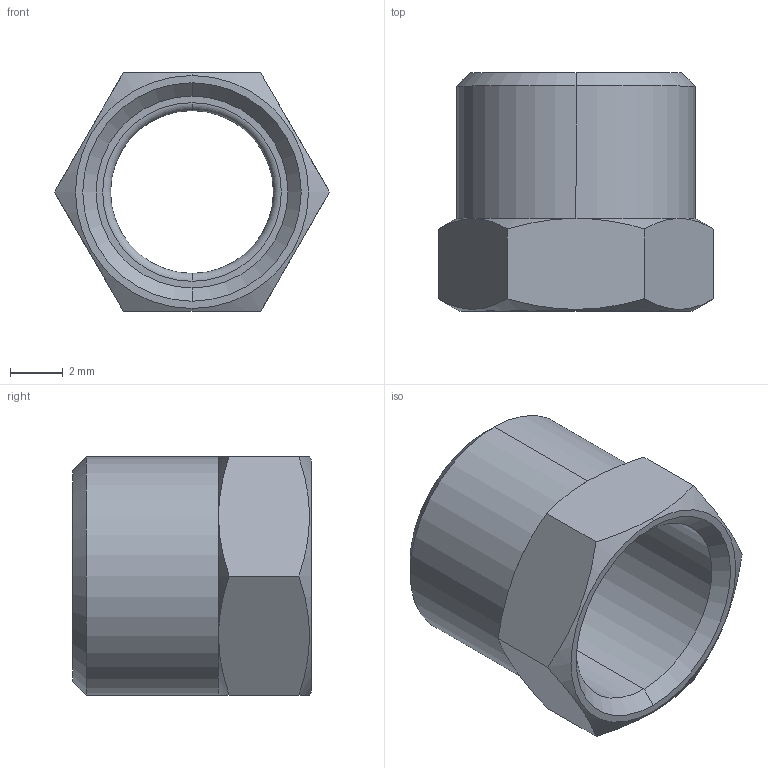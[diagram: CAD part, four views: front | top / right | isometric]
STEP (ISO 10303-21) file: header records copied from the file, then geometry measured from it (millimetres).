
FILE_DESCRIPTION (( 'STEP AP203' ), '1' );
FILE_NAME ('02170930.STEP', '2011-09-30T13:34:47', ( '' ), ( 'sopra-pneumatic' ), 'SwSTEP 2.0', 'SolidWorks 2011', '' );
FILE_SCHEMA (( 'CONFIG_CONTROL_DESIGN' ));
Length unit declared in the file: millimetre
Products named in the file (1): 02170930
Bounding box: 10.39 x 9 x 9 mm (x, y, z)
Volume: 236.6 mm3; surface area: 513.9 mm2
Topology: 1 solids, 1 shells, 31 faces, 68 edges, 40 vertices
Faces by surface type: cone 14, plane 9, cylinder 6, torus 2
Entity records: 983 total; most frequent: CARTESIAN_POINT 240, DIRECTION 140, ORIENTED_EDGE 136, EDGE_CURVE 68, AXIS2_PLACEMENT_3D 60, VERTEX_POINT 40, EDGE_LOOP 34, ADVANCED_FACE 31
